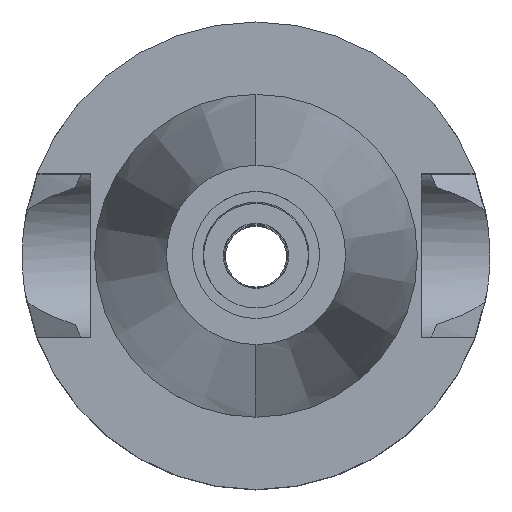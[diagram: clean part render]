
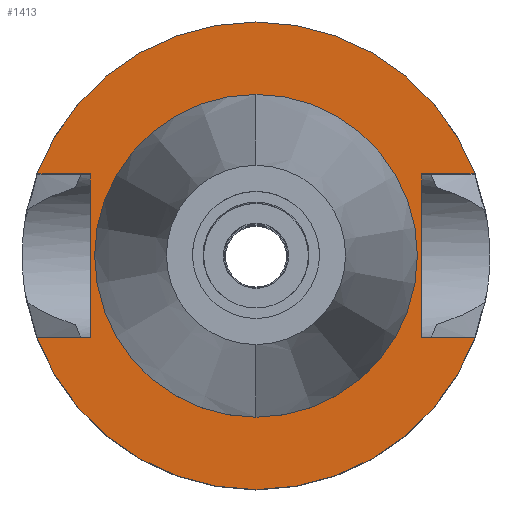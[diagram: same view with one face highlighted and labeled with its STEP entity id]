
A CAD part, top view. The second image highlights one B-rep face of the part: STEP entity #1413.
In plain terms, the highlighted planar face has unit normal (0, 0, 1).
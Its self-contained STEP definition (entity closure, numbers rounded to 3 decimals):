
#121=DIRECTION('',(0.,1.,0.));
#122=VECTOR('',#121,16.1);
#123=CARTESIAN_POINT('',(-16.3,-8.05,-1.));
#124=LINE('',#123,#122);
#128=DIRECTION('',(-1.,0.,0.));
#129=VECTOR('',#128,5.245);
#130=CARTESIAN_POINT('',(-16.3,8.05,-1.));
#131=LINE('',#130,#129);
#135=CARTESIAN_POINT('',(0.,0.,-1.));
#136=DIRECTION('',(0.,0.,-1.));
#137=DIRECTION('',(-0.937,0.35,0.));
#138=AXIS2_PLACEMENT_3D('',#135,#136,#137);
#143=CARTESIAN_POINT('',(0.,0.,-1.));
#144=DIRECTION('',(0.,0.,-1.));
#145=DIRECTION('',(0.,1.,0.));
#146=AXIS2_PLACEMENT_3D('',#143,#144,#145);
#151=DIRECTION('',(0.,-1.,0.));
#152=VECTOR('',#151,16.1);
#153=CARTESIAN_POINT('',(16.3,8.05,-1.));
#154=LINE('',#153,#152);
#158=DIRECTION('',(1.,0.,0.));
#159=VECTOR('',#158,5.245);
#160=CARTESIAN_POINT('',(16.3,-8.05,-1.));
#161=LINE('',#160,#159);
#165=CARTESIAN_POINT('',(0.,0.,-1.));
#166=DIRECTION('',(0.,0.,-1.));
#167=DIRECTION('',(0.937,-0.35,0.));
#168=AXIS2_PLACEMENT_3D('',#165,#166,#167);
#173=CARTESIAN_POINT('',(0.,0.,-1.));
#174=DIRECTION('',(0.,0.,-1.));
#175=DIRECTION('',(0.,-1.,0.));
#176=AXIS2_PLACEMENT_3D('',#173,#174,#175);
#181=CARTESIAN_POINT('',(0.,0.,-1.));
#182=DIRECTION('',(0.,0.,1.));
#183=DIRECTION('',(0.,-1.,0.));
#184=AXIS2_PLACEMENT_3D('',#181,#182,#183);
#189=CARTESIAN_POINT('',(0.,0.,-1.));
#190=DIRECTION('',(0.,0.,1.));
#191=DIRECTION('',(0.,1.,0.));
#192=AXIS2_PLACEMENT_3D('',#189,#190,#191);
#237=DIRECTION('',(-1.,0.,0.));
#238=VECTOR('',#237,5.245);
#239=CARTESIAN_POINT('',(-16.3,-8.05,-1.));
#240=LINE('',#239,#238);
#360=DIRECTION('',(1.,0.,0.));
#361=VECTOR('',#360,5.245);
#362=CARTESIAN_POINT('',(16.3,8.05,-1.));
#363=LINE('',#362,#361);
#1280=CARTESIAN_POINT('',(-16.3,-8.05,-1.));
#1281=VERTEX_POINT('',#1280);
#1282=CARTESIAN_POINT('',(-21.545,-8.05,-1.));
#1283=VERTEX_POINT('',#1282);
#1284=CARTESIAN_POINT('',(-16.3,8.05,-1.));
#1285=VERTEX_POINT('',#1284);
#1286=CARTESIAN_POINT('',(-21.545,8.05,-1.));
#1287=VERTEX_POINT('',#1286);
#1288=CARTESIAN_POINT('',(0.,23.,-1.));
#1289=CARTESIAN_POINT('',(21.545,8.05,-1.));
#1290=VERTEX_POINT('',#1288);
#1291=VERTEX_POINT('',#1289);
#1292=CARTESIAN_POINT('',(16.3,8.05,-1.));
#1293=VERTEX_POINT('',#1292);
#1294=CARTESIAN_POINT('',(16.3,-8.05,-1.));
#1295=VERTEX_POINT('',#1294);
#1296=CARTESIAN_POINT('',(21.545,-8.05,-1.));
#1297=VERTEX_POINT('',#1296);
#1298=CARTESIAN_POINT('',(0.,-23.,-1.));
#1299=VERTEX_POINT('',#1298);
#1300=CARTESIAN_POINT('',(0.,-15.875,-1.));
#1301=CARTESIAN_POINT('',(0.,15.875,-1.));
#1302=VERTEX_POINT('',#1300);
#1303=VERTEX_POINT('',#1301);
#1382=CARTESIAN_POINT('',(0.,0.,-1.));
#1383=DIRECTION('',(0.,0.,-1.));
#1384=DIRECTION('',(0.,-1.,0.));
#1385=AXIS2_PLACEMENT_3D('',#1382,#1383,#1384);
#1386=PLANE('',#1385);
#1388=ORIENTED_EDGE('',*,*,#1387,.T.);
#1390=ORIENTED_EDGE('',*,*,#1389,.T.);
#1392=ORIENTED_EDGE('',*,*,#1391,.T.);
#1394=ORIENTED_EDGE('',*,*,#1393,.T.);
#1396=ORIENTED_EDGE('',*,*,#1395,.F.);
#1398=ORIENTED_EDGE('',*,*,#1397,.T.);
#1400=ORIENTED_EDGE('',*,*,#1399,.T.);
#1402=ORIENTED_EDGE('',*,*,#1401,.T.);
#1404=ORIENTED_EDGE('',*,*,#1403,.T.);
#1406=ORIENTED_EDGE('',*,*,#1405,.F.);
#1407=EDGE_LOOP('',(#1388,#1390,#1392,#1394,#1396,#1398,#1400,#1402,#1404,
#1406));
#1408=FACE_OUTER_BOUND('',#1407,.F.);
#1409=ORIENTED_EDGE('',*,*,#1361,.T.);
#1410=ORIENTED_EDGE('',*,*,#1377,.T.);
#1411=EDGE_LOOP('',(#1409,#1410));
#1412=FACE_BOUND('',#1411,.F.);
#139=CIRCLE('',#138,23.);
#147=CIRCLE('',#146,23.);
#169=CIRCLE('',#168,23.);
#177=CIRCLE('',#176,23.);
#185=CIRCLE('',#184,15.875);
#193=CIRCLE('',#192,15.875);
#1361=EDGE_CURVE('',#1302,#1303,#185,.T.);
#1377=EDGE_CURVE('',#1303,#1302,#193,.T.);
#1387=EDGE_CURVE('',#1281,#1285,#124,.T.);
#1389=EDGE_CURVE('',#1285,#1287,#131,.T.);
#1391=EDGE_CURVE('',#1287,#1290,#139,.T.);
#1393=EDGE_CURVE('',#1290,#1291,#147,.T.);
#1395=EDGE_CURVE('',#1293,#1291,#363,.T.);
#1397=EDGE_CURVE('',#1293,#1295,#154,.T.);
#1399=EDGE_CURVE('',#1295,#1297,#161,.T.);
#1401=EDGE_CURVE('',#1297,#1299,#169,.T.);
#1403=EDGE_CURVE('',#1299,#1283,#177,.T.);
#1405=EDGE_CURVE('',#1281,#1283,#240,.T.);
#1413=ADVANCED_FACE('',(#1408,#1412),#1386,.F.);
